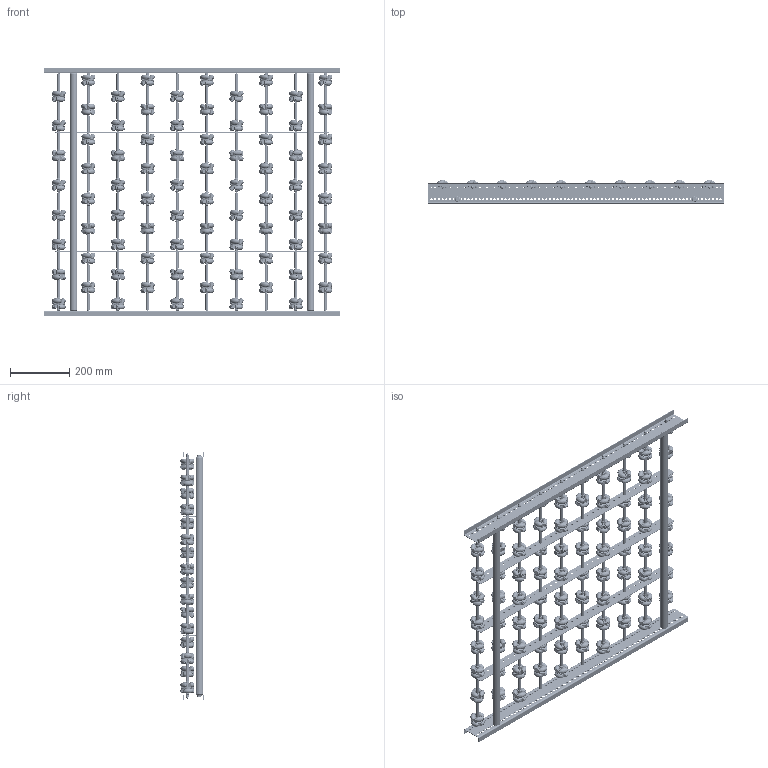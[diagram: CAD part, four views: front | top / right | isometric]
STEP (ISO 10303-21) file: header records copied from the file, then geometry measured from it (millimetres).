
FILE_DESCRIPTION (( 'STEP AP214' ), '1' );
FILE_NAME ('0051836.step', '2021-10-26T12:34:46', ( '' ), ( '' ), 'SwSTEP 2.0', 'SolidWorks 2020', '' );
FILE_SCHEMA (( 'AUTOMOTIVE_DESIGN' ));
Length unit declared in the file: millimetre
Products named in the file (14): AWR48_Halter; 0027528_BUCHSE-HOHLNIETE ZU AWR48; 0051836; 0036819_SICHERUNGS-HUTMUTTER-DIN986-M6; 0015028_AWR48; Profil-RB-20x70x20x2_S100215_U-PROFIL-20-70-20-2-RB-L=1000; 0019719_Gewindestange-M6_L=820; AWR48_Stift; 0019730_Tragrollenrohr-Ø10x1,75KU_KFG_0019730_L=54; AWR-Achse-f黵-Konfiguration_L800; S108767_Längstraverse-42x2,5-AWR_L975; AWR48_Röllchen; Traversen_KFG_L800; S100994_Sperrzahnschraube_M08x16-8.8-A2K
Assembly tree (87 placements, depth 4):
  0051836
    Profil-RB-20x70x20x2_S100215_U-PROFIL-20-70-20-2-RB-L=1000  x2
    AWR-Achse-f黵-Konfiguration_L800  x10
      0019719_Gewindestange-M6_L=820
      0015028_AWR48
        AWR48_Halter
        AWR48_Röllchen  x6
        AWR48_Stift  x6
      0019730_Tragrollenrohr-Ø10x1,75KU_KFG_0019730_L=54
      0027528_BUCHSE-HOHLNIETE ZU AWR48
    S100994_Sperrzahnschraube_M08x16-8.8-A2K  x4
    Traversen_KFG_L800  x2
    S108767_Längstraverse-42x2,5-AWR_L975  x3
    0036819_SICHERUNGS-HUTMUTTER-DIN986-M6  x20
Bounding box: 1000 x 78.93 x 840 mm (x, y, z)
Volume: 4758227.5 mm3; surface area: 3309580.8 mm2
Topology: 1325 solids, 1325 shells, 23584 faces, 54434 edges, 34436 vertices
Faces by surface type: cylinder 9342, plane 8158, torus 4216, cone 1828, sphere 40
Entity records: 25914 total; most frequent: CARTESIAN_POINT 5201, DIRECTION 4447, ORIENTED_EDGE 3814, EDGE_CURVE 1907, AXIS2_PLACEMENT_3D 1889, VERTEX_POINT 1238, EDGE_LOOP 1137, CIRCLE 1094
